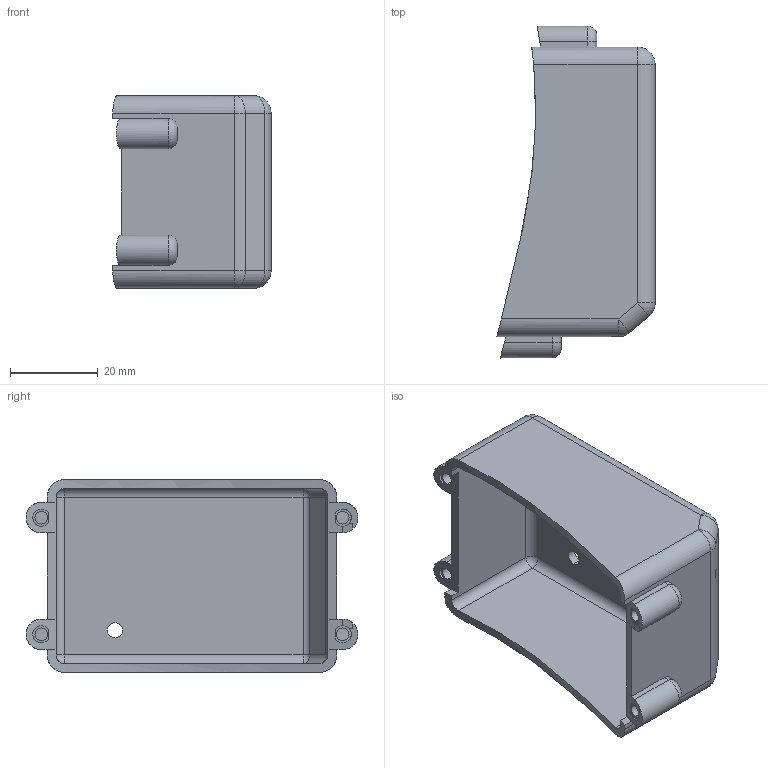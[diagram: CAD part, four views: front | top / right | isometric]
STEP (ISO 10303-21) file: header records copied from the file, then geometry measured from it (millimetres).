
FILE_DESCRIPTION (( 'STEP AP214' ), '1' );
FILE_NAME ('2021_07_28_dog_enclosure.STEP', '2021-07-29T12:48:24', ( '' ), ( '' ), 'SwSTEP 2.0', 'SolidWorks 2021', '' );
FILE_SCHEMA (( 'AUTOMOTIVE_DESIGN' ));
Length unit declared in the file: millimetre
Products named in the file (1): 2021_07_28_dog_enclosure
Bounding box: 36.08 x 75.67 x 44 mm (x, y, z)
Volume: 17662.7 mm3; surface area: 17975.7 mm2
Topology: 1 solids, 1 shells, 122 faces, 294 edges, 172 vertices
Faces by surface type: cylinder 56, plane 42, sphere 12, bspline 8, torus 4
Entity records: 4059 total; most frequent: CARTESIAN_POINT 1209, ORIENTED_EDGE 572, DIRECTION 552, EDGE_CURVE 286, AXIS2_PLACEMENT_3D 207, VERTEX_POINT 172, LINE 138, VECTOR 138
